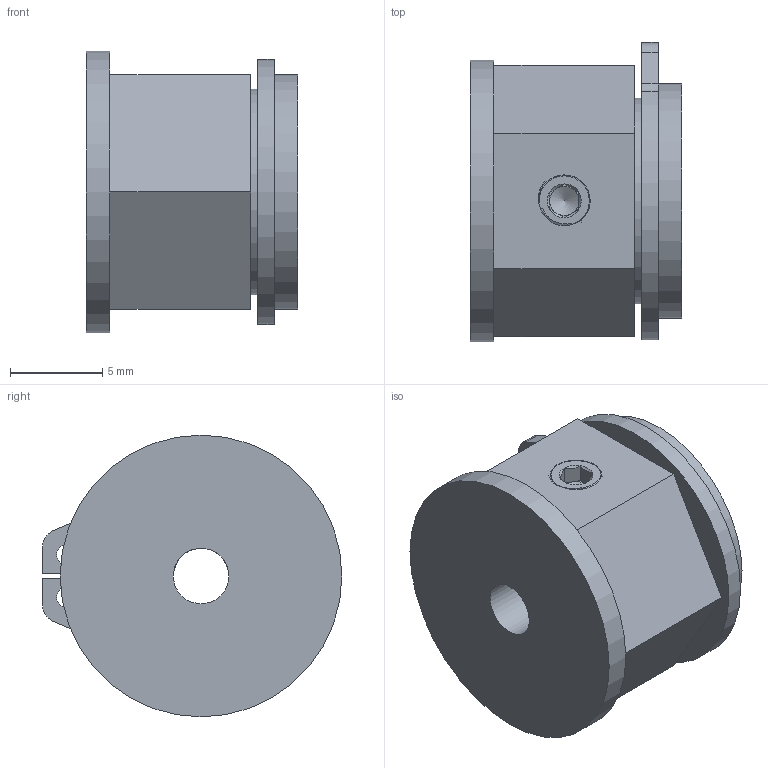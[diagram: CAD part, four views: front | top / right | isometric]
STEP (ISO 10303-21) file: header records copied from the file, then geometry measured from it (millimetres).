
FILE_DESCRIPTION( ( '' ), ' ' );
FILE_NAME( '5cf47b8d150cc2170c2b6d7b.step', '2019-06-03T01:44:45', ( '' ), ( '' ), ' ', ' ', ' ' );
FILE_SCHEMA( ( 'AUTOMOTIVE_DESIGN { 1 0 10303 214 1 1 1 1 }' ) );
Length unit declared in the file: metre
Products named in the file (4): Assem1; banebots 3mm hub retaining ring; banebots 3mm hub set screw; banebots 3mm hub
Assembly tree (3 placements, depth 2):
  Assem1
    banebots 3mm hub retaining ring
    banebots 3mm hub set screw
    banebots 3mm hub
Bounding box: 11.43 x 16.22 x 15.24 mm (x, y, z)
Volume: 1542.8 mm3; surface area: 1313.3 mm2
Topology: 3 solids, 3 shells, 59 faces, 149 edges, 98 vertices
Faces by surface type: plane 32, cylinder 15, cone 10, bspline 2
Full cylindrical faces by diameter (mm): 1.194 x2, 2.705 x1, 3 x1, 11.113 x1, 12.7 x1, 15.24 x1
Entity records: 2873 total; most frequent: CARTESIAN_POINT 988, DIRECTION 272, ORIENTED_EDGE 272, EDGE_CURVE 136, AXIS2_PLACEMENT_3D 106, VERTEX_POINT 97, EDGE_LOOP 79, FACE_OUTER_BOUND 66
